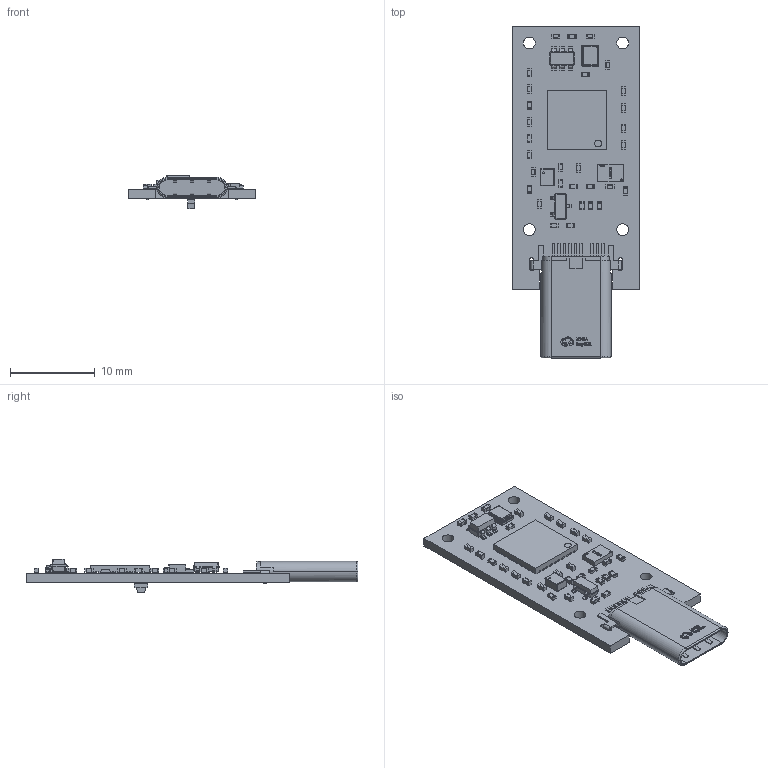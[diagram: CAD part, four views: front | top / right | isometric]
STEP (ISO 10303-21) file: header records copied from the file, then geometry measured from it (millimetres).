
FILE_DESCRIPTION(('KiCad electronic assembly'),'2;1');
FILE_NAME('iPico_V5.step','2025-04-07T19:52:01',('Pcbnew'),('Kicad'), 'Open CASCADE STEP processor 7.8','KiCad to STEP converter','Unknown' );
FILE_SCHEMA(('AUTOMOTIVE_DESIGN { 1 0 10303 214 1 1 1 1 }'));
Length unit declared in the file: millimetre
Products named in the file (16): iPico_V5 1; R_0402_1005Metric; C_0402_1005Metric; GT_USB-8016A; COMPOUND; COMPOUND001; Crystal_SMD_2520-4Pin_2.5x2.0mm; SOT-23; SOT-23-6; USON-8_L3.0-W2.0-P0.50-BL-EP; iPico_V5 1.27.1; IND-SMD_L2.0-W1.6_AOTA-B201610S3R3-101-T; Fuse_0402_1005Metric; RP2350A-QFN60; LED_0603_1608Metric; iPico_V5_PCB
Assembly tree (42 placements, depth 3):
  iPico_V5 1
    R_0402_1005Metric  x10
    C_0402_1005Metric  x19
    GT_USB-8016A
      COMPOUND
      COMPOUND001
    Crystal_SMD_2520-4Pin_2.5x2.0mm
    SOT-23
    SOT-23-6
    USON-8_L3.0-W2.0-P0.50-BL-EP
      iPico_V5 1.27.1
    IND-SMD_L2.0-W1.6_AOTA-B201610S3R3-101-T
    Fuse_0402_1005Metric
    RP2350A-QFN60
    LED_0603_1608Metric
    iPico_V5_PCB
Bounding box: 15 x 39.1 x 3.93 mm (x, y, z)
Volume: 658.3 mm3; surface area: 2169.7 mm2
Topology: 55 solids, 55 shells, 2764 faces, 7421 edges, 4856 vertices
Faces by surface type: plane 1798, cylinder 513, bspline 409, torus 40, sphere 4
Full cylindrical faces by diameter (mm): 0.8 x1, 1.4 x4
Entity records: 80108 total; most frequent: CARTESIAN_POINT 19113, ORIENTED_EDGE 11018, DIRECTION 8549, EDGE_CURVE 5509, LINE 4213, VECTOR 4213, VERTEX_POINT 3596, AXIS2_PLACEMENT_3D 2168
